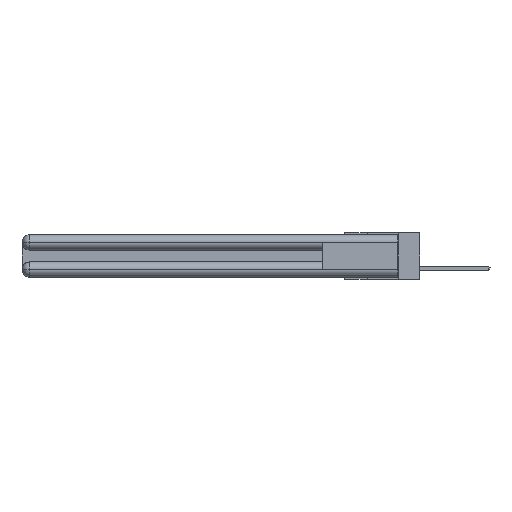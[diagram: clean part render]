
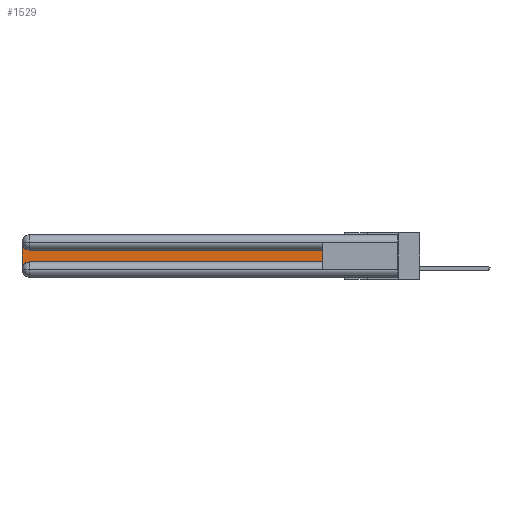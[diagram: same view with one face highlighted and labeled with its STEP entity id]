
A CAD part, left-side view. The second image highlights one B-rep face of the part: STEP entity #1529.
In plain terms, the highlighted planar face has unit normal (-1, 0, 0).
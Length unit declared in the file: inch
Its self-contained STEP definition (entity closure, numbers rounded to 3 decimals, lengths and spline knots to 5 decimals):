
#29 = DIRECTION ( 'NONE',  ( 1., 0., 0. ) ) ;
#918 = AXIS2_PLACEMENT_3D ( 'NONE', #7393, #12193, #17238 ) ;
#1445 = LINE ( 'NONE', #8722, #31519 ) ;
#1529 = ADVANCED_FACE ( 'NONE', ( #18770 ), #10129, .F. ) ;
#1609 = DIRECTION ( 'NONE',  ( 1., 0., 0. ) ) ;
#2812 = DIRECTION ( 'NONE',  ( 0., 0., 1. ) ) ;
#3370 = LINE ( 'NONE', #17951, #29899 ) ;
#4155 = DIRECTION ( 'NONE',  ( 0., 0., -1. ) ) ;
#4524 = ORIENTED_EDGE ( 'NONE', *, *, #9655, .T. ) ;
#5011 = EDGE_CURVE ( 'NONE', #23871, #5075, #6267, .T. ) ;
#5075 = VERTEX_POINT ( 'NONE', #31093 ) ;
#5129 = DIRECTION ( 'NONE',  ( 0., 0., -1. ) ) ;
#5665 = CARTESIAN_POINT ( 'NONE',  ( 0.075, 0.6, -0.2175 ) ) ;
#6267 = LINE ( 'NONE', #5665, #22880 ) ;
#6414 = EDGE_CURVE ( 'NONE', #16300, #29512, #22994, .T. ) ;
#7393 = CARTESIAN_POINT ( 'NONE',  ( 0.075, 2.94, -0.2775 ) ) ;
#7441 = ORIENTED_EDGE ( 'NONE', *, *, #5011, .T. ) ;
#8143 = CARTESIAN_POINT ( 'NONE',  ( 0.075, 3., -0.2175 ) ) ;
#8722 = CARTESIAN_POINT ( 'NONE',  ( 0.075, 0.6, -0.1225 ) ) ;
#9381 = CARTESIAN_POINT ( 'NONE',  ( 0.075, 2.94, -0.0625 ) ) ;
#9655 = EDGE_CURVE ( 'NONE', #13922, #23743, #1445, .T. ) ;
#10129 = PLANE ( 'NONE',  #23083 ) ;
#12122 = CARTESIAN_POINT ( 'NONE',  ( 0.075, 2.94, -0.2175 ) ) ;
#12166 = CARTESIAN_POINT ( 'NONE',  ( 0.075, 0.6, -0.1225 ) ) ;
#12193 = DIRECTION ( 'NONE',  ( 1., 0., 0. ) ) ;
#12880 = AXIS2_PLACEMENT_3D ( 'NONE', #9381, #1609, #4155 ) ;
#12923 = CIRCLE ( 'NONE', #918, 0.06 ) ;
#13782 = ORIENTED_EDGE ( 'NONE', *, *, #27327, .T. ) ;
#13922 = VERTEX_POINT ( 'NONE', #12166 ) ;
#15717 = CARTESIAN_POINT ( 'NONE',  ( 0.075, 3., -0.0625 ) ) ;
#16300 = VERTEX_POINT ( 'NONE', #15717 ) ;
#16692 = EDGE_CURVE ( 'NONE', #5075, #13922, #3370, .T. ) ;
#17238 = DIRECTION ( 'NONE',  ( 0., 0., -1. ) ) ;
#17951 = CARTESIAN_POINT ( 'NONE',  ( 0.075, 0.6, -0.2175 ) ) ;
#18340 = EDGE_CURVE ( 'NONE', #23743, #16300, #22950, .T. ) ;
#18770 = FACE_OUTER_BOUND ( 'NONE', #32466, .T. ) ;
#19944 = CARTESIAN_POINT ( 'NONE',  ( 0.075, 3., -0.1225 ) ) ;
#20742 = DIRECTION ( 'NONE',  ( 0., 0., -1. ) ) ;
#21170 = ORIENTED_EDGE ( 'NONE', *, *, #16692, .T. ) ;
#22880 = VECTOR ( 'NONE', #28254, 39.37008 ) ;
#22950 = CIRCLE ( 'NONE', #12880, 0.06 ) ;
#22994 = LINE ( 'NONE', #8143, #30532 ) ;
#23083 = AXIS2_PLACEMENT_3D ( 'NONE', #19944, #29, #5129 ) ;
#23743 = VERTEX_POINT ( 'NONE', #26575 ) ;
#23871 = VERTEX_POINT ( 'NONE', #12122 ) ;
#24838 = CARTESIAN_POINT ( 'NONE',  ( 0.075, 3., -0.2775 ) ) ;
#26147 = ORIENTED_EDGE ( 'NONE', *, *, #18340, .T. ) ;
#26575 = CARTESIAN_POINT ( 'NONE',  ( 0.075, 2.94, -0.1225 ) ) ;
#27327 = EDGE_CURVE ( 'NONE', #29512, #23871, #12923, .T. ) ;
#28254 = DIRECTION ( 'NONE',  ( 0., -1., 0. ) ) ;
#28963 = DIRECTION ( 'NONE',  ( 0., 1., 0. ) ) ;
#29512 = VERTEX_POINT ( 'NONE', #24838 ) ;
#29899 = VECTOR ( 'NONE', #2812, 39.37008 ) ;
#30532 = VECTOR ( 'NONE', #20742, 39.37008 ) ;
#31093 = CARTESIAN_POINT ( 'NONE',  ( 0.075, 0.6, -0.2175 ) ) ;
#31248 = ORIENTED_EDGE ( 'NONE', *, *, #6414, .T. ) ;
#31519 = VECTOR ( 'NONE', #28963, 39.37008 ) ;
#32466 = EDGE_LOOP ( 'NONE', ( #4524, #26147, #31248, #13782, #7441, #21170 ) ) ;
